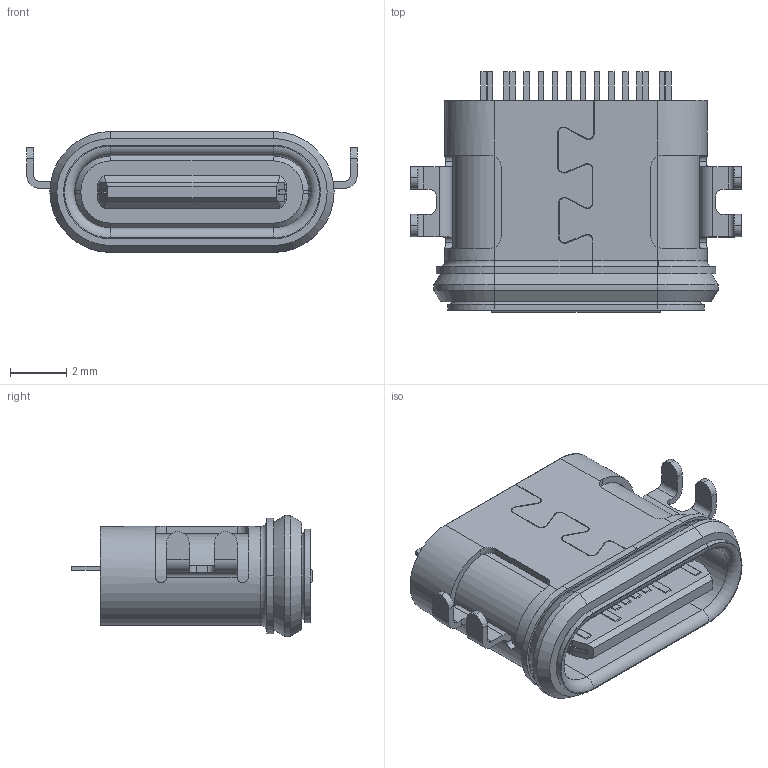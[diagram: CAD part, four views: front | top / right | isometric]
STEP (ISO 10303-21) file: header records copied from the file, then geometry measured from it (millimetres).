
FILE_DESCRIPTION (( 'STEP AP203' ), '1' );
FILE_NAME ('54-00305_revA.STEP', '2022-05-10T21:18:07', ( '' ), ( '' ), 'SwSTEP 2.0', 'SolidWorks 2021', '' );
FILE_SCHEMA (( 'CONFIG_CONTROL_DESIGN' ));
Length unit declared in the file: millimetre
Products named in the file (1): 54-00305_revA
Bounding box: 11.74 x 8.56 x 4.3 mm (x, y, z)
Volume: 161.9 mm3; surface area: 655.9 mm2
Topology: 17 solids, 21 shells, 504 faces, 1333 edges, 872 vertices
Faces by surface type: plane 363, cylinder 116, cone 16, torus 9
Entity records: 15751 total; most frequent: CARTESIAN_POINT 3126, ORIENTED_EDGE 2666, DIRECTION 2504, EDGE_CURVE 1333, LINE 1004, VECTOR 1004, VERTEX_POINT 872, AXIS2_PLACEMENT_3D 750
